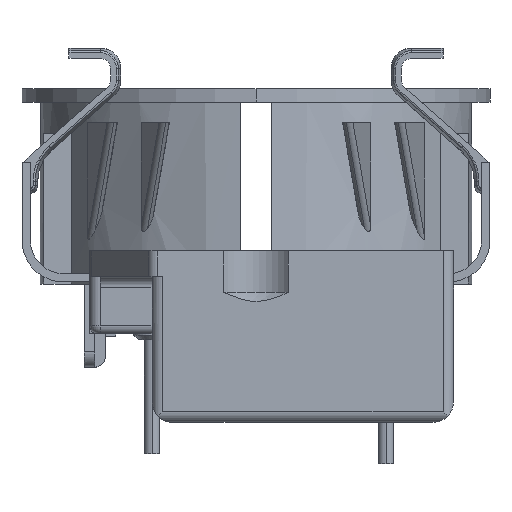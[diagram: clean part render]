
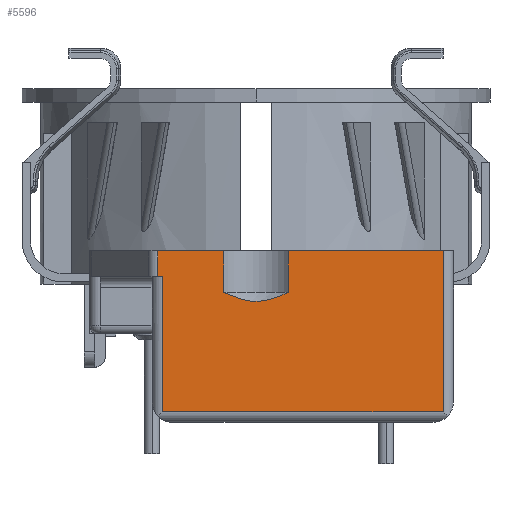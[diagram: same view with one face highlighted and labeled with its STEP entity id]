
A CAD part, left-side view. The second image highlights one B-rep face of the part: STEP entity #5596.
In plain terms, the highlighted planar face has unit normal (-1, 0, 0).
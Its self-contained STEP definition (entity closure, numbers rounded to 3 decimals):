
#997=FACE_OUTER_BOUND('',#1688,.F.);
#1688=EDGE_LOOP('',(#4446,#4447,#4448,#4449,#4450,#4451,#4452,#4453,#4454,
#4455));
#4446=ORIENTED_EDGE('',*,*,#10040,.F.);
#4447=ORIENTED_EDGE('',*,*,#10042,.F.);
#4448=ORIENTED_EDGE('',*,*,#10039,.F.);
#4449=ORIENTED_EDGE('',*,*,#10127,.T.);
#4450=ORIENTED_EDGE('',*,*,#10056,.F.);
#4451=ORIENTED_EDGE('',*,*,#10055,.T.);
#4452=ORIENTED_EDGE('',*,*,#10054,.T.);
#4453=ORIENTED_EDGE('',*,*,#10053,.T.);
#4454=ORIENTED_EDGE('',*,*,#10003,.T.);
#4455=ORIENTED_EDGE('',*,*,#10034,.F.);
#5596=ADVANCED_FACE('',(#997),#5941,.T.);
#5941=PLANE('',#12402);
#6325=B_SPLINE_CURVE_WITH_KNOTS('',3,(#21862,#21863,#21864,#21865,#21866,
#21867,#21868,#21869,#21870),.UNSPECIFIED.,.F.,.F.,(4,1,1,1,1,1,4),(0.,0.194,
0.333,0.5,0.667,0.806,1.),.UNSPECIFIED.);
#6992=LINE('',#21765,#7916);
#7008=LINE('',#21841,#7932);
#7009=LINE('',#21846,#7933);
#7010=LINE('',#21847,#7934);
#7012=LINE('',#21849,#7936);
#7023=LINE('',#21860,#7947);
#7024=LINE('',#21861,#7948);
#7025=LINE('',#21871,#7949);
#7085=LINE('',#21950,#8009);
#7916=VECTOR('',#15168,15.5);
#7932=VECTOR('',#15200,27.);
#7933=VECTOR('',#15209,2.5);
#7934=VECTOR('',#15210,13.);
#7936=VECTOR('',#15212,0.434);
#7947=VECTOR('',#15223,14.878);
#7948=VECTOR('',#15224,4.);
#7949=VECTOR('',#15225,4.);
#8009=VECTOR('',#15305,6.311);
#10003=EDGE_CURVE('',#11312,#11313,#6992,.T.);
#10034=EDGE_CURVE('',#11284,#11313,#7008,.T.);
#10039=EDGE_CURVE('',#11278,#11283,#7009,.T.);
#10040=EDGE_CURVE('',#11277,#11284,#7010,.T.);
#10042=EDGE_CURVE('',#11283,#11277,#7012,.T.);
#10053=EDGE_CURVE('',#11265,#11312,#7023,.T.);
#10054=EDGE_CURVE('',#11264,#11265,#7024,.T.);
#10055=EDGE_CURVE('',#11263,#11264,#6325,.T.);
#10056=EDGE_CURVE('',#11263,#11262,#7025,.T.);
#10127=EDGE_CURVE('',#11278,#11262,#7085,.T.);
#11262=VERTEX_POINT('',#21621);
#11263=VERTEX_POINT('',#21622);
#11264=VERTEX_POINT('',#21623);
#11265=VERTEX_POINT('',#21624);
#11277=VERTEX_POINT('',#21636);
#11278=VERTEX_POINT('',#21637);
#11283=VERTEX_POINT('',#21642);
#11284=VERTEX_POINT('',#21643);
#11312=VERTEX_POINT('',#21671);
#11313=VERTEX_POINT('',#21672);
#12402=AXIS2_PLACEMENT_3D('',#22161,#15561,#15562);
#15168=DIRECTION('',(0.,0.,-1.));
#15200=DIRECTION('',(0.,-1.,0.));
#15209=DIRECTION('',(0.,0.,-1.));
#15210=DIRECTION('',(0.,0.,-1.));
#15212=DIRECTION('',(0.,-1.,0.));
#15223=DIRECTION('',(0.,-1.,0.));
#15224=DIRECTION('',(0.,0.,1.));
#15225=DIRECTION('',(0.,0.,1.));
#15305=DIRECTION('',(0.,-1.,0.));
#15561=DIRECTION('',(-1.,0.,0.));
#15562=DIRECTION('',(0.,-1.,0.));
#21621=CARTESIAN_POINT('',(-16.,7.622,6.));
#21622=CARTESIAN_POINT('',(-16.,7.622,2.));
#21623=CARTESIAN_POINT('',(-16.,1.378,2.));
#21624=CARTESIAN_POINT('',(-16.,1.378,6.));
#21636=CARTESIAN_POINT('',(-16.,13.5,3.5));
#21637=CARTESIAN_POINT('',(-16.,13.934,6.));
#21642=CARTESIAN_POINT('',(-16.,13.934,3.5));
#21643=CARTESIAN_POINT('',(-16.,13.5,-9.5));
#21671=CARTESIAN_POINT('',(-16.,-13.5,6.));
#21672=CARTESIAN_POINT('',(-16.,-13.5,-9.5));
#21765=CARTESIAN_POINT('',(-16.,-13.5,6.));
#21841=CARTESIAN_POINT('',(-16.,13.5,-9.5));
#21846=CARTESIAN_POINT('',(-16.,13.934,6.));
#21847=CARTESIAN_POINT('',(-16.,13.5,3.5));
#21849=CARTESIAN_POINT('',(-16.,13.934,3.5));
#21860=CARTESIAN_POINT('',(-16.,1.378,6.));
#21861=CARTESIAN_POINT('',(-16.,1.378,2.));
#21862=CARTESIAN_POINT('',(-16.,7.622,2.));
#21863=CARTESIAN_POINT('',(-16.,7.238,1.827));
#21864=CARTESIAN_POINT('',(-16.,6.57,1.545));
#21865=CARTESIAN_POINT('',(-16.,5.529,1.223));
#21866=CARTESIAN_POINT('',(-16.,4.5,1.086));
#21867=CARTESIAN_POINT('',(-16.,3.471,1.223));
#21868=CARTESIAN_POINT('',(-16.,2.43,1.545));
#21869=CARTESIAN_POINT('',(-16.,1.762,1.827));
#21870=CARTESIAN_POINT('',(-16.,1.378,2.));
#21871=CARTESIAN_POINT('',(-16.,7.622,2.));
#21950=CARTESIAN_POINT('',(-16.,13.934,6.));
#22161=CARTESIAN_POINT('',(-16.,14.5,-10.5));
